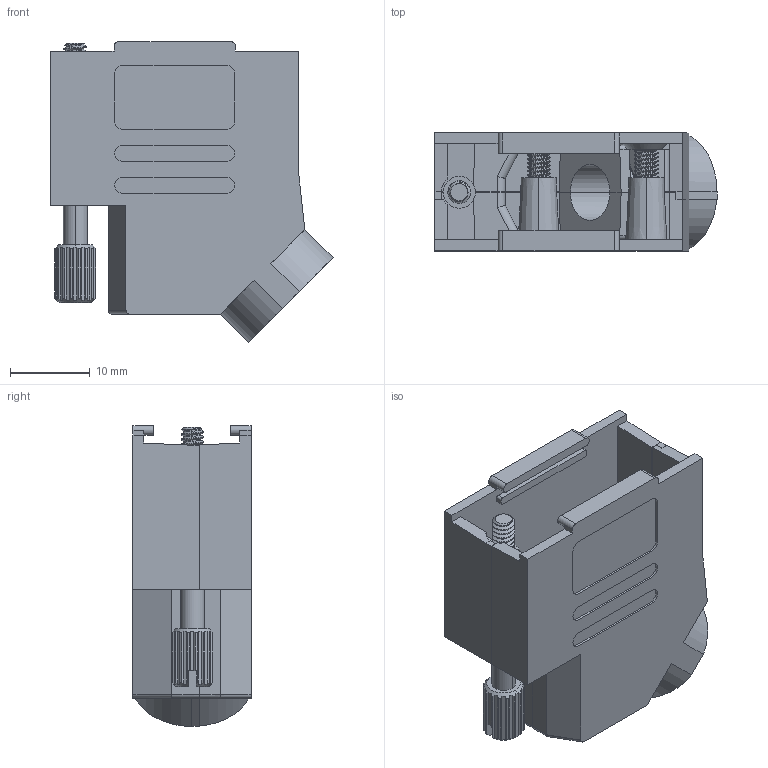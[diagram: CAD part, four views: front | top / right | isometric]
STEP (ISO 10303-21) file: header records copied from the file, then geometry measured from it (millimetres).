
FILE_DESCRIPTION (( 'STEP AP214' ), '1' );
FILE_NAME ('6688-9555.STEP', '2023-01-31T09:45:26', ( '' ), ( '' ), 'SwSTEP 2.0', 'SolidWorks 2021', '' );
FILE_SCHEMA (( 'AUTOMOTIVE_DESIGN' ));
Length unit declared in the file: millimetre
Products named in the file (6): 6805-0106-01; 6855-0117-02; 6688-9555; 6805-0106-11; 6522-0121-05 (7mm); 6826-0141-01
Assembly tree (7 placements, depth 2):
  6688-9555
    6805-0106-11
    6522-0121-05 (7mm)  x2
    6805-0106-01
    6826-0141-01
    6855-0117-02  x2
Bounding box: 35.35 x 14.8 x 37.7 mm (x, y, z)
Volume: 5962.8 mm3; surface area: 9668.2 mm2
Topology: 7 solids, 7 shells, 681 faces, 1880 edges, 1236 vertices
Faces by surface type: plane 371, cylinder 251, cone 31, bspline 16, torus 12
Entity records: 20657 total; most frequent: CARTESIAN_POINT 7433, ORIENTED_EDGE 2904, DIRECTION 2522, EDGE_CURVE 1452, VERTEX_POINT 955, VECTOR 848, LINE 848, AXIS2_PLACEMENT_3D 837
